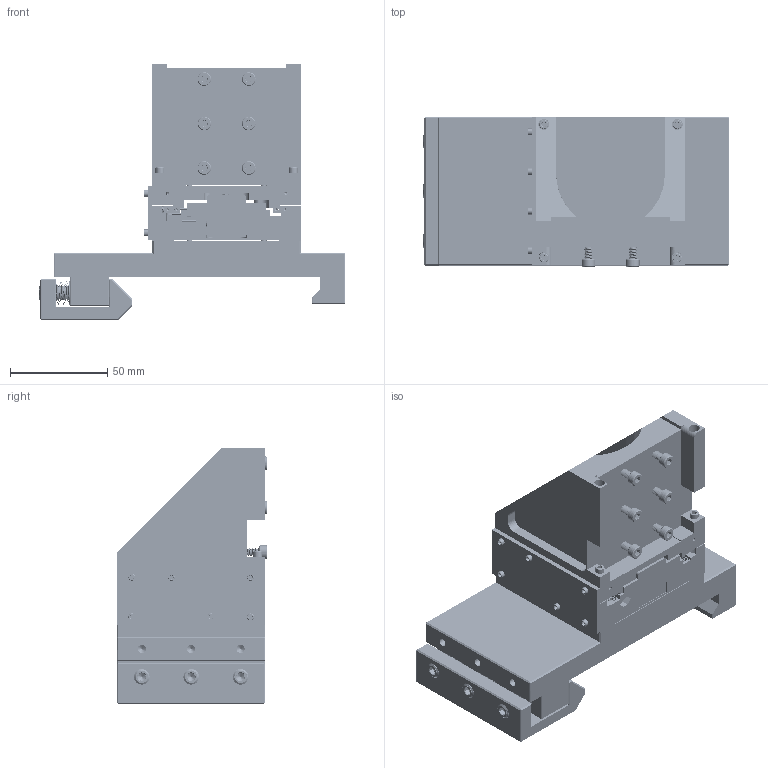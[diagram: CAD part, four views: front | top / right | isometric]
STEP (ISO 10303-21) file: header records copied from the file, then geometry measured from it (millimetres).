
FILE_DESCRIPTION (( 'STEP AP214' ), '1' );
FILE_NAME ('TTN020570-E0W.STEP', '2016-05-09T19:17:17', ( 'admin' ), ( '' ), 'SwSTEP 2.0', 'SolidWorks 2016', '' );
FILE_SCHEMA (( 'AUTOMOTIVE_DESIGN' ));
Length unit declared in the file: millimetre
Products named in the file (1): TTN020570-E0W
Bounding box: 157.41 x 77.03 x 131.32 mm (x, y, z)
Surface area: 173534 mm2 (no closed solid volume)
Topology: 0 solids, 114 shells, 8976 faces, 23710 edges, 15111 vertices
Faces by surface type: cylinder 4378, plane 2800, cone 1079, torus 429, bspline 273, sphere 17
Entity records: 449331 total; most frequent: CARTESIAN_POINT 141281, ORIENTED_EDGE 46246, DIRECTION 40560, EDGE_CURVE 23571, VERTEX_POINT 15107, AXIS2_PLACEMENT_3D 14422, LINE 11716, VECTOR 11716
